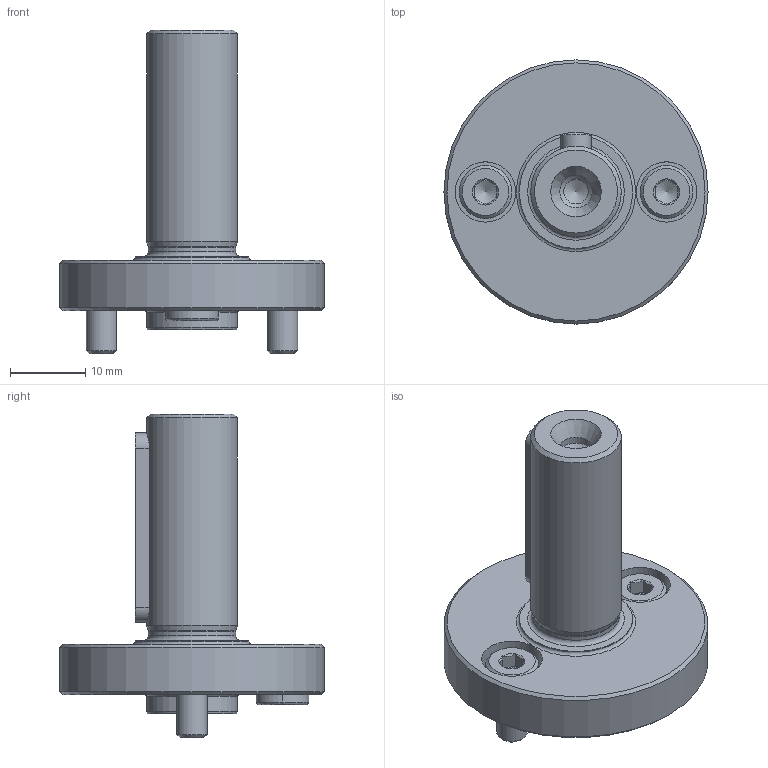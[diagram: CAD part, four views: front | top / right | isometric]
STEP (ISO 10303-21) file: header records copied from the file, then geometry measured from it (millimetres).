
FILE_DESCRIPTION(/* description */ ('STEP AP214'),/* implementation_level */ '2;1');
FILE_NAME(/* name */ '4835941_DARF-Q11-20',/* time_stamp */ '2024-08-14T14:54:48+02:00',/* author */ ('License CC BY-ND 4.0'),/* organization */ ('CADENAS'),/* preprocessor_version */ 'ST-DEVELOPER v19.3',/* originating_system */ 'PARTsolutions',/* authorisation */ ' ');
FILE_SCHEMA (('AUTOMOTIVE_DESIGN {1 0 10303 214 3 1 1}'));
Length unit declared in the file: millimetre
Products named in the file (4): 4835941 DARF-Q11-20; 4835941 DARF-Q11-20---(P); DIN-912 - M4x8(F); 8146544 ZBH-7-B
Assembly tree (4 placements, depth 2):
  4835941 DARF-Q11-20
    4835941 DARF-Q11-20---(P)
    DIN-912 - M4x8(F)  x2
    8146544 ZBH-7-B
Bounding box: 35 x 35 x 42.9 mm (x, y, z)
Volume: 10067.1 mm3; surface area: 5063.7 mm2
Topology: 4 solids, 4 shells, 102 faces, 203 edges, 117 vertices
Faces by surface type: plane 43, cone 32, cylinder 21, torus 6
Full cylindrical faces by diameter (mm): 1.6 x1, 3.242 x1, 4 x2, 4.3 x1, 4.5 x2, 7 x3, 8 x2, 11.6 x1, 12 x2, 15 x1, 35 x1
Entity records: 1796 total; most frequent: CARTESIAN_POINT 316, DIRECTION 312, ORIENTED_EDGE 208, AXIS2_PLACEMENT_3D 141, FACE_BOUND 123, EDGE_LOOP 120, EDGE_CURVE 104, VERTEX_POINT 81
